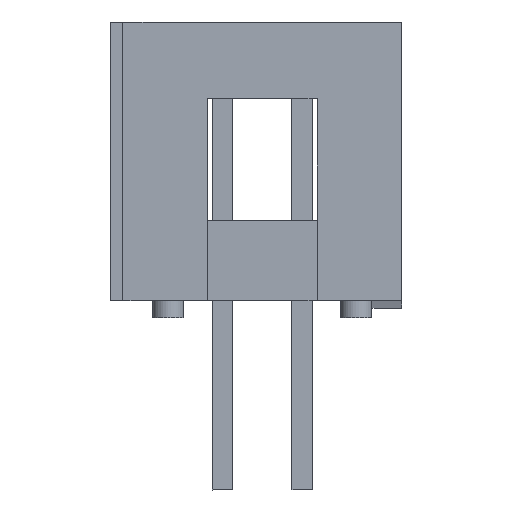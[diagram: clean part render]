
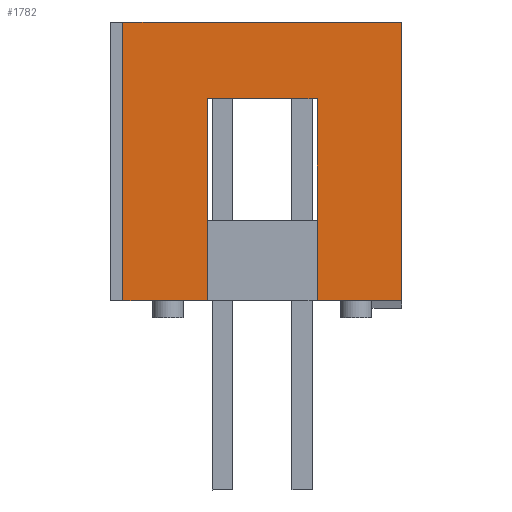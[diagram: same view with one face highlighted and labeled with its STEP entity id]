
A CAD part, left-side view. The second image highlights one B-rep face of the part: STEP entity #1782.
In plain terms, the highlighted planar face has unit normal (-1, 0, 0).
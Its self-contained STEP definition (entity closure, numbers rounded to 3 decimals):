
#1782=ADVANCED_FACE('',(#2346),#2065,.T.);
#2065=PLANE('',#7086);
#2346=FACE_OUTER_BOUND('',#2658,.T.);
#2658=EDGE_LOOP('',(#3834,#3835,#3836,#3837,#3838,#3839,#3840,#3841));
#3834=ORIENTED_EDGE('',*,*,#5304,.T.);
#3835=ORIENTED_EDGE('',*,*,#5301,.T.);
#3836=ORIENTED_EDGE('',*,*,#5305,.T.);
#3837=ORIENTED_EDGE('',*,*,#5306,.T.);
#3838=ORIENTED_EDGE('',*,*,#5307,.T.);
#3839=ORIENTED_EDGE('',*,*,#5151,.F.);
#3840=ORIENTED_EDGE('',*,*,#5308,.T.);
#3841=ORIENTED_EDGE('',*,*,#5204,.T.);
#4507=VERTEX_POINT('',#9473);
#4508=VERTEX_POINT('',#9475);
#4544=VERTEX_POINT('',#9584);
#4545=VERTEX_POINT('',#9586);
#4613=VERTEX_POINT('',#9778);
#4614=VERTEX_POINT('',#9779);
#4615=VERTEX_POINT('',#9786);
#4616=VERTEX_POINT('',#9788);
#5151=EDGE_CURVE('',#4507,#4508,#5870,.T.);
#5204=EDGE_CURVE('',#4545,#4544,#5923,.T.);
#5301=EDGE_CURVE('',#4613,#4614,#6018,.T.);
#5304=EDGE_CURVE('',#4544,#4613,#6021,.T.);
#5305=EDGE_CURVE('',#4614,#4615,#6022,.T.);
#5306=EDGE_CURVE('',#4615,#4616,#6023,.T.);
#5307=EDGE_CURVE('',#4616,#4508,#6024,.T.);
#5308=EDGE_CURVE('',#4507,#4545,#6025,.T.);
#5870=LINE('',#9474,#6583);
#5923=LINE('',#9585,#6636);
#6018=LINE('',#9777,#6731);
#6021=LINE('',#9783,#6734);
#6022=LINE('',#9785,#6735);
#6023=LINE('',#9787,#6736);
#6024=LINE('',#9789,#6737);
#6025=LINE('',#9790,#6738);
#6583=VECTOR('',#8034,1.);
#6636=VECTOR('',#8129,1.);
#6731=VECTOR('',#8282,1.);
#6734=VECTOR('',#8287,1.);
#6735=VECTOR('',#8290,1.);
#6736=VECTOR('',#8291,1.);
#6737=VECTOR('',#8292,1.);
#6738=VECTOR('',#8293,1.);
#7086=AXIS2_PLACEMENT_3D('',#9791,#8294,#8295);
#8034=DIRECTION('',(0.,0.,1.));
#8129=DIRECTION('',(0.,0.,1.));
#8282=DIRECTION('',(0.,0.,-1.));
#8287=DIRECTION('',(0.,-1.,0.));
#8290=DIRECTION('',(0.,-1.,0.));
#8291=DIRECTION('',(0.,0.,1.));
#8292=DIRECTION('',(0.,1.,0.));
#8293=DIRECTION('',(0.,-1.,0.));
#8294=DIRECTION('',(-1.,0.,0.));
#8295=DIRECTION('',(0.,-1.,0.));
#9473=CARTESIAN_POINT('',(-16.5,4.45,-8.9));
#9474=CARTESIAN_POINT('',(-16.5,4.45,-8.9));
#9475=CARTESIAN_POINT('',(-16.5,4.45,0.));
#9584=CARTESIAN_POINT('',(-16.5,1.75,-2.45));
#9585=CARTESIAN_POINT('',(-16.5,1.75,-8.9));
#9586=CARTESIAN_POINT('',(-16.5,1.75,-8.9));
#9777=CARTESIAN_POINT('',(-16.5,-1.75,-2.45));
#9778=CARTESIAN_POINT('',(-16.5,-1.75,-2.45));
#9779=CARTESIAN_POINT('',(-16.5,-1.75,-8.9));
#9783=CARTESIAN_POINT('',(-16.5,1.75,-2.45));
#9785=CARTESIAN_POINT('',(-16.5,-1.75,-8.9));
#9786=CARTESIAN_POINT('',(-16.5,-4.45,-8.9));
#9787=CARTESIAN_POINT('',(-16.5,-4.45,-8.9));
#9788=CARTESIAN_POINT('',(-16.5,-4.45,0.));
#9789=CARTESIAN_POINT('',(-16.5,-4.45,0.));
#9790=CARTESIAN_POINT('',(-16.5,4.45,-8.9));
#9791=CARTESIAN_POINT('',(-16.5,4.45,-8.9));
